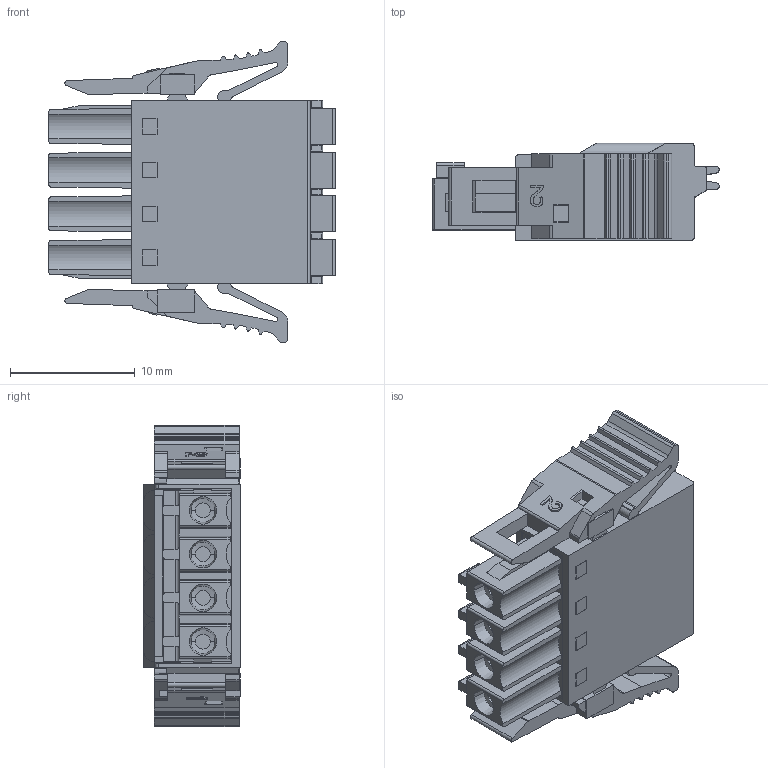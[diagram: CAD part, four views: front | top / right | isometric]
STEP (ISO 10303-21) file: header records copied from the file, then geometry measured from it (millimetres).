
FILE_DESCRIPTION((''),'2;1');
FILE_NAME('TLPSDL-007-08P-X','2024-09-27T',('sheji'),(''),'PRO/ENGINEER BY PARAMETRIC TECHNOLOGY CORPORATION, 2015240','PRO/ENGINEER BY PARAMETRIC TECHNOLOGY CORPORATION, 2015240','');
FILE_SCHEMA(('CONFIG_CONTROL_DESIGN'));
Length unit declared in the file: millimetre
Products named in the file (1): TLPSDL-007-08P-X
Bounding box: 22.9 x 7.75 x 24.1 mm (x, y, z)
Volume: 2050.5 mm3; surface area: 2425 mm2
Topology: 1 solids, 3 shells, 687 faces, 1908 edges, 1250 vertices
Faces by surface type: plane 436, cylinder 191, cone 32, extrusion 20, torus 8
Entity records: 22394 total; most frequent: CARTESIAN_POINT 4586, ORIENTED_EDGE 3816, DIRECTION 3547, EDGE_CURVE 1908, VECTOR 1419, LINE 1399, VERTEX_POINT 1250, AXIS2_PLACEMENT_3D 1064
